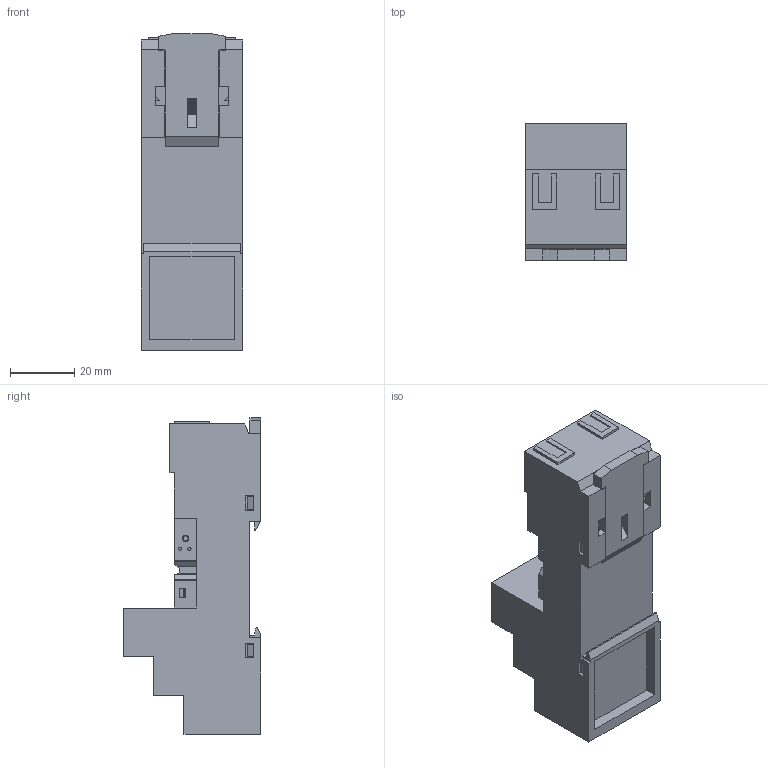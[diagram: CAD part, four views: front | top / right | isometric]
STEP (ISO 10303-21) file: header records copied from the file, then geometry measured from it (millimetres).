
FILE_DESCRIPTION (( 'STEP AP214' ), '1' );
FILE_NAME ('PYF-144BE_3.STEP', '2021-02-09T06:39:44', ( 'managet2' ), ( '' ), 'SwSTEP 2.0', 'SolidWorks 2016', '' );
FILE_SCHEMA (( 'AUTOMOTIVE_DESIGN' ));
Length unit declared in the file: millimetre
Products named in the file (20): 咈懤錪_144-1; PYF-144BE_3-1; PYF-144BE_3
Assembly tree (17 placements, depth 2):
  咈懤錪_144-1
  咈懤錪_144-1
  咈懤錪_144-1
  咈懤錪_144-1
  咈懤錪_144-1
Bounding box: 31.6 x 43 x 99 mm (x, y, z)
Surface area: 31656 mm2 (no closed solid volume)
Topology: 0 solids, 52 shells, 2694 faces, 7388 edges, 4785 vertices
Faces by surface type: plane 1992, cylinder 561, cone 71, bspline 70
Entity records: 58475 total; most frequent: CARTESIAN_POINT 16543, ORIENTED_EDGE 8716, DIRECTION 7545, EDGE_CURVE 4358, VECTOR 3311, LINE 3311, VERTEX_POINT 2805, AXIS2_PLACEMENT_3D 2117
